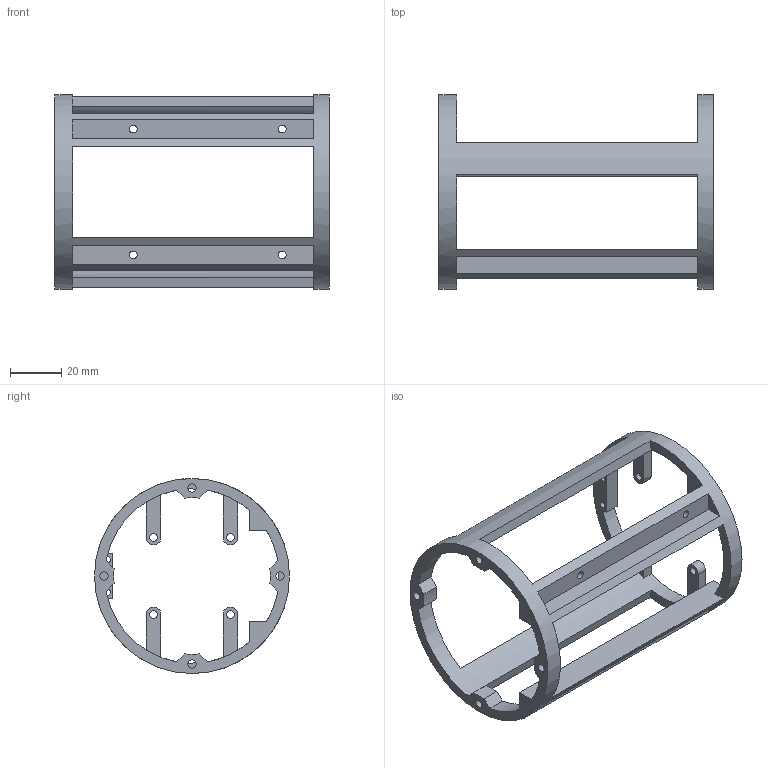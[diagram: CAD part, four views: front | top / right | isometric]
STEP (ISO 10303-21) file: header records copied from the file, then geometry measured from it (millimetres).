
FILE_DESCRIPTION(/* description */ (''),/* implementation_level */ '2;1');
FILE_NAME(/* name */ 'Structure_video_stereo.step',/* time_stamp */ '2025-10-03T15:53:39+02:00',/* author */ (''),/* organization */ (''),/* preprocessor_version */ 'ST-DEVELOPER v20.1',/* originating_system */ 'Autodesk Translation Framework v14.17.0.0',/* authorisation */ '');
FILE_SCHEMA (('AUTOMOTIVE_DESIGN { 1 0 10303 214 3 1 1 }'));
Length unit declared in the file: millimetre
Products named in the file (1): 2025-10-03-15-53-39-228
Bounding box: 107 x 76 x 76 mm (x, y, z)
Volume: 34919.7 mm3; surface area: 26560.6 mm2
Topology: 1 solids, 1 shells, 87 faces, 250 edges, 166 vertices
Faces by surface type: plane 53, cylinder 34
Full cylindrical faces by diameter (mm): 2.5 x2, 3 x8, 3.3 x4, 5.8 x4, 76 x1
Entity records: 3000 total; most frequent: DIRECTION 522, CARTESIAN_POINT 504, ORIENTED_EDGE 500, EDGE_CURVE 250, AXIS2_PLACEMENT_3D 184, VERTEX_POINT 166, LINE 154, VECTOR 154
